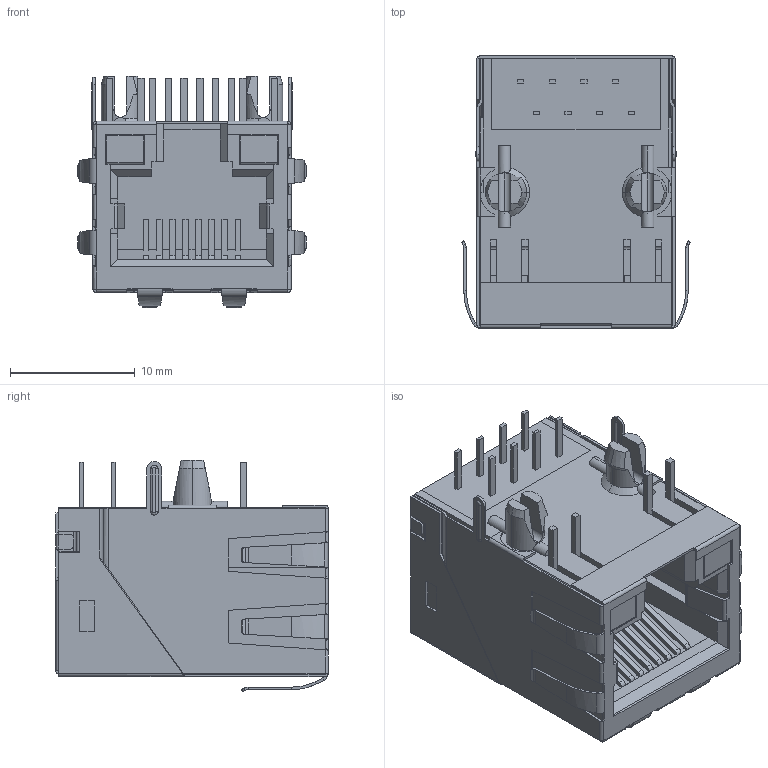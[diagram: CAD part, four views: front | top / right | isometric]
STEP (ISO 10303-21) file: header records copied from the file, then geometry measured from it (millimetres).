
FILE_DESCRIPTION(('STEP AP214'),'1');
FILE_NAME('45855.stp','2014-10-28T19:04:07',('TraceParts'),('TraceParts S.A.'),'XStep 1.0',' ',' ');
FILE_SCHEMA(('automotive_design'));
Length unit declared in the file: millimetre
Products named in the file (7): Assem1|Shielding;Shielding; Assem1|Insulator;Insulator; Assem1|Insulator_2;Insulator_2; Assem1|LED_green_yellow;LED_green_yellow; Assem1|Insulator_3;Insulator_3; Assem1|Shielding_2;Shielding_2
Bounding box: 18.33 x 21.84 x 18.56 mm (x, y, z)
Volume: 2003.5 mm3; surface area: 6579.5 mm2
Topology: 7 solids, 7 shells, 829 faces, 2245 edges, 1414 vertices
Faces by surface type: plane 493, cylinder 244, bspline 66, cone 12, sphere 10, torus 4
Entity records: 29365 total; most frequent: CARTESIAN_POINT 7058, ORIENTED_EDGE 4470, DIRECTION 3945, EDGE_CURVE 2235, LINE 1535, VECTOR 1535, VERTEX_POINT 1414, AXIS2_PLACEMENT_3D 1205
